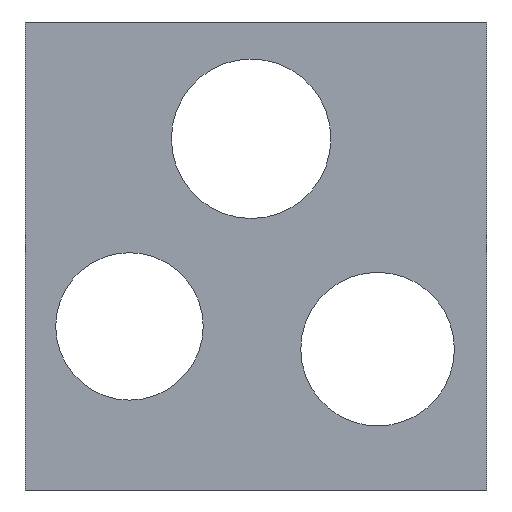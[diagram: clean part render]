
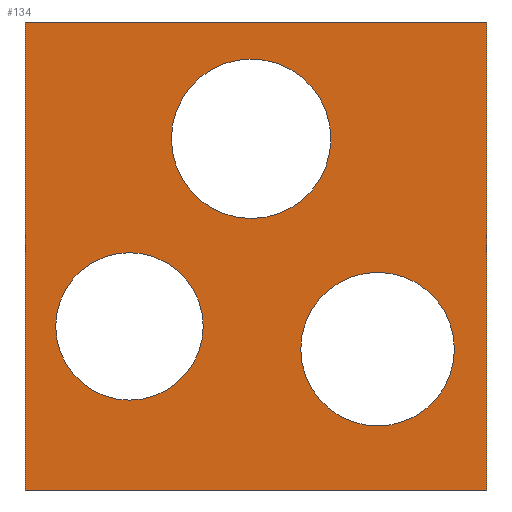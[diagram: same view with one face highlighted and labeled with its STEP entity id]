
A CAD part, front view. The second image highlights one B-rep face of the part: STEP entity #134.
In plain terms, the highlighted planar face has unit normal (0, -1, 0).
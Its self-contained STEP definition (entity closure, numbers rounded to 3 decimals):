
#2 = AXIS2_PLACEMENT_3D ( 'NONE', #336, #340, #338 ) ;
#4 = AXIS2_PLACEMENT_3D ( 'NONE', #238, #237, #236 ) ;
#7 = FACE_OUTER_BOUND ( 'NONE', #368, .T. ) ;
#14 = FACE_BOUND ( 'NONE', #392, .T. ) ;
#30 = AXIS2_PLACEMENT_3D ( 'NONE', #257, #253, #252 ) ;
#32 = VECTOR ( 'NONE', #371, 1000. ) ;
#39 = FACE_BOUND ( 'NONE', #361, .T. ) ;
#43 = AXIS2_PLACEMENT_3D ( 'NONE', #204, #203, #202 ) ;
#53 = VECTOR ( 'NONE', #386, 1000. ) ;
#56 = AXIS2_PLACEMENT_3D ( 'NONE', #232, #222, #221 ) ;
#58 = VECTOR ( 'NONE', #184, 1000. ) ;
#62 = AXIS2_PLACEMENT_3D ( 'NONE', #388, #384, #375 ) ;
#69 = AXIS2_PLACEMENT_3D ( 'NONE', #312, #271, #270 ) ;
#73 = FACE_BOUND ( 'NONE', #353, .T. ) ;
#86 = VECTOR ( 'NONE', #226, 1000. ) ;
#98 = EDGE_CURVE ( 'NONE', #349, #282, #135, .T. ) ;
#106 = EDGE_CURVE ( 'NONE', #276, #283, #354, .T. ) ;
#107 = EDGE_CURVE ( 'NONE', #355, #276, #378, .T. ) ;
#108 = EDGE_CURVE ( 'NONE', #274, #279, #109, .T. ) ;
#109 = CIRCLE ( 'NONE', #62, 13.548 ) ;
#110 = EDGE_CURVE ( 'NONE', #283, #285, #397, .T. ) ;
#112 = EDGE_CURVE ( 'NONE', #273, #278, #126, .T. ) ;
#126 = CIRCLE ( 'NONE', #69, 14.112 ) ;
#127 = EDGE_CURVE ( 'NONE', #278, #273, #137, .T. ) ;
#134 = ADVANCED_FACE ( 'NONE', ( #39, #7, #73, #14 ), #248, .F. ) ;
#135 = CIRCLE ( 'NONE', #2, 14.651 ) ;
#137 = CIRCLE ( 'NONE', #30, 14.112 ) ;
#140 = EDGE_CURVE ( 'NONE', #285, #355, #228, .T. ) ;
#142 = EDGE_CURVE ( 'NONE', #279, #274, #148, .T. ) ;
#148 = CIRCLE ( 'NONE', #56, 13.548 ) ;
#152 = CIRCLE ( 'NONE', #43, 14.651 ) ;
#155 = EDGE_CURVE ( 'NONE', #282, #349, #152, .T. ) ;
#176 = ORIENTED_EDGE ( 'NONE', *, *, #110, .F. ) ;
#184 = DIRECTION ( 'NONE',  ( 0., 0., -1. ) ) ;
#188 = ORIENTED_EDGE ( 'NONE', *, *, #106, .F. ) ;
#190 = ORIENTED_EDGE ( 'NONE', *, *, #140, .F. ) ;
#202 = DIRECTION ( 'NONE',  ( 0., 0., 1. ) ) ;
#203 = DIRECTION ( 'NONE',  ( 0., 1., 0. ) ) ;
#204 = CARTESIAN_POINT ( 'NONE',  ( 8.093, 0., 33.058 ) ) ;
#210 = ORIENTED_EDGE ( 'NONE', *, *, #127, .T. ) ;
#221 = DIRECTION ( 'NONE',  ( 0., 0., 1. ) ) ;
#222 = DIRECTION ( 'NONE',  ( 0., 1., 0. ) ) ;
#226 = DIRECTION ( 'NONE',  ( 0., 0., 1. ) ) ;
#227 = CARTESIAN_POINT ( 'NONE',  ( -33.435, 0., -31.468 ) ) ;
#228 = LINE ( 'NONE', #227, #86 ) ;
#232 = CARTESIAN_POINT ( 'NONE',  ( -14.256, 0., -1.409 ) ) ;
#236 = DIRECTION ( 'NONE',  ( 0., 0., 1. ) ) ;
#237 = DIRECTION ( 'NONE',  ( 0., 1., 0. ) ) ;
#238 = CARTESIAN_POINT ( 'NONE',  ( 0., 0., 0. ) ) ;
#248 = PLANE ( 'NONE',  #4 ) ;
#252 = DIRECTION ( 'NONE',  ( 0., 0., 1. ) ) ;
#253 = DIRECTION ( 'NONE',  ( 0., 1., 0. ) ) ;
#257 = CARTESIAN_POINT ( 'NONE',  ( 31.334, 0., -5.598 ) ) ;
#270 = DIRECTION ( 'NONE',  ( 0., 0., 1. ) ) ;
#271 = DIRECTION ( 'NONE',  ( 0., 1., 0. ) ) ;
#273 = VERTEX_POINT ( 'NONE', #400 ) ;
#274 = VERTEX_POINT ( 'NONE', #401 ) ;
#276 = VERTEX_POINT ( 'NONE', #402 ) ;
#278 = VERTEX_POINT ( 'NONE', #404 ) ;
#279 = VERTEX_POINT ( 'NONE', #405 ) ;
#282 = VERTEX_POINT ( 'NONE', #408 ) ;
#283 = VERTEX_POINT ( 'NONE', #409 ) ;
#285 = VERTEX_POINT ( 'NONE', #411 ) ;
#301 = ORIENTED_EDGE ( 'NONE', *, *, #107, .F. ) ;
#312 = CARTESIAN_POINT ( 'NONE',  ( 31.334, 0., -5.598 ) ) ;
#327 = ORIENTED_EDGE ( 'NONE', *, *, #155, .T. ) ;
#336 = CARTESIAN_POINT ( 'NONE',  ( 8.093, 0., 33.058 ) ) ;
#338 = DIRECTION ( 'NONE',  ( 0., 0., 1. ) ) ;
#340 = DIRECTION ( 'NONE',  ( 0., 1., 0. ) ) ;
#349 = VERTEX_POINT ( 'NONE', #415 ) ;
#353 = EDGE_LOOP ( 'NONE', ( #365, #327 ) ) ;
#354 = LINE ( 'NONE', #394, #58 ) ;
#355 = VERTEX_POINT ( 'NONE', #416 ) ;
#357 = ORIENTED_EDGE ( 'NONE', *, *, #142, .T. ) ;
#359 = ORIENTED_EDGE ( 'NONE', *, *, #108, .T. ) ;
#361 = EDGE_LOOP ( 'NONE', ( #210, #390 ) ) ;
#365 = ORIENTED_EDGE ( 'NONE', *, *, #98, .T. ) ;
#368 = EDGE_LOOP ( 'NONE', ( #190, #176, #188, #301 ) ) ;
#371 = DIRECTION ( 'NONE',  ( -1., 0., 0. ) ) ;
#374 = CARTESIAN_POINT ( 'NONE',  ( -33.435, 0., -31.468 ) ) ;
#375 = DIRECTION ( 'NONE',  ( 0., 0., 1. ) ) ;
#378 = LINE ( 'NONE', #385, #53 ) ;
#384 = DIRECTION ( 'NONE',  ( 0., 1., 0. ) ) ;
#385 = CARTESIAN_POINT ( 'NONE',  ( -33.435, 0., 54.507 ) ) ;
#386 = DIRECTION ( 'NONE',  ( 1., 0., 0. ) ) ;
#388 = CARTESIAN_POINT ( 'NONE',  ( -14.256, 0., -1.409 ) ) ;
#390 = ORIENTED_EDGE ( 'NONE', *, *, #112, .T. ) ;
#392 = EDGE_LOOP ( 'NONE', ( #357, #359 ) ) ;
#394 = CARTESIAN_POINT ( 'NONE',  ( 51.417, 0., -31.468 ) ) ;
#397 = LINE ( 'NONE', #374, #32 ) ;
#400 = CARTESIAN_POINT ( 'NONE',  ( 31.334, 0., 8.514 ) ) ;
#401 = CARTESIAN_POINT ( 'NONE',  ( -14.256, 0., 12.138 ) ) ;
#402 = CARTESIAN_POINT ( 'NONE',  ( 51.417, 0., 54.507 ) ) ;
#404 = CARTESIAN_POINT ( 'NONE',  ( 31.334, 0., -19.71 ) ) ;
#405 = CARTESIAN_POINT ( 'NONE',  ( -14.256, 0., -14.957 ) ) ;
#408 = CARTESIAN_POINT ( 'NONE',  ( 8.093, 0., 47.709 ) ) ;
#409 = CARTESIAN_POINT ( 'NONE',  ( 51.417, 0., -31.468 ) ) ;
#411 = CARTESIAN_POINT ( 'NONE',  ( -33.435, 0., -31.468 ) ) ;
#415 = CARTESIAN_POINT ( 'NONE',  ( 8.093, 0., 18.407 ) ) ;
#416 = CARTESIAN_POINT ( 'NONE',  ( -33.435, 0., 54.507 ) ) ;
